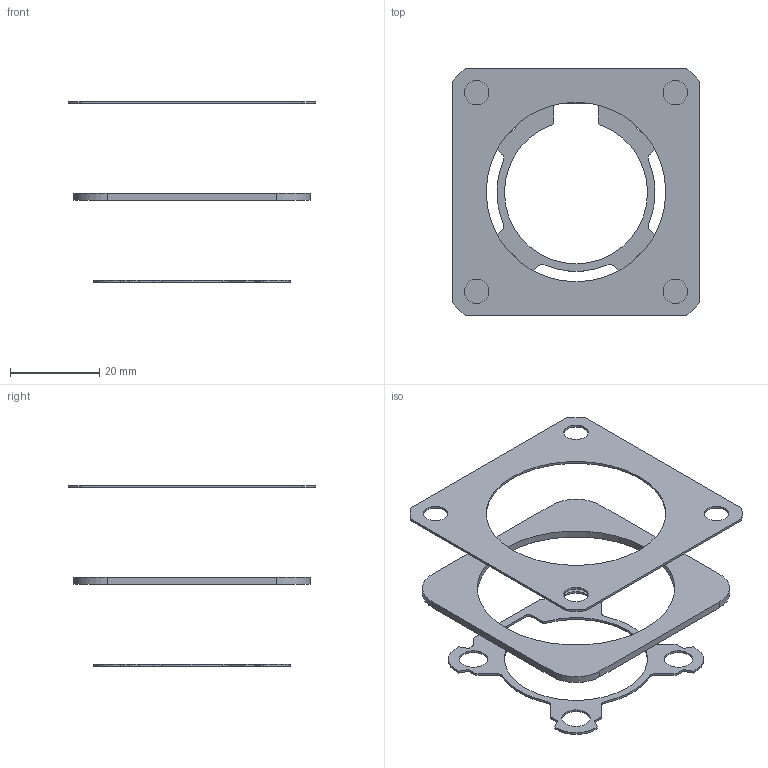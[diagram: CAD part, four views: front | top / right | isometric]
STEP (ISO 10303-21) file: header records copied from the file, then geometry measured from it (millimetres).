
FILE_DESCRIPTION(/* description */ ('STEP AP214'),/* implementation_level */ '2;1');
FILE_NAME(/* name */ '1561528_EADS-F-D32-55A',/* time_stamp */ '2024-08-26T16:15:47+02:00',/* author */ ('License CC BY-ND 4.0'),/* organization */ ('CADENAS'),/* preprocessor_version */ 'ST-DEVELOPER v19.3',/* originating_system */ 'PARTsolutions',/* authorisation */ ' ');
FILE_SCHEMA (('AUTOMOTIVE_DESIGN {1 0 10303 214 3 1 1}'));
Length unit declared in the file: millimetre
Products named in the file (4): 1561528 EADS-F-D32-55A; 2454361 EADS-F-D32B---(dicht); 1450848 EADS-F-44C---(dicht); 1211971 EAMM-U-55A-S1---(DM)
Assembly tree (3 placements, depth 2):
  1561528 EADS-F-D32-55A
    2454361 EADS-F-D32B---(dicht)
    1450848 EADS-F-44C---(dicht)
    1211971 EAMM-U-55A-S1---(DM)
Bounding box: 55.5 x 55.5 x 40.5 mm (x, y, z)
Volume: 3105.3 mm3; surface area: 7904.2 mm2
Topology: 3 solids, 3 shells, 90 faces, 252 edges, 168 vertices
Faces by surface type: plane 50, cylinder 40
Full cylindrical faces by diameter (mm): 5.5 x4, 6.4 x4, 40.3 x1, 44.3 x1
Entity records: 3011 total; most frequent: DIRECTION 510, CARTESIAN_POINT 504, ORIENTED_EDGE 484, EDGE_CURVE 242, AXIS2_PLACEMENT_3D 174, VERTEX_POINT 168, LINE 162, VECTOR 162
